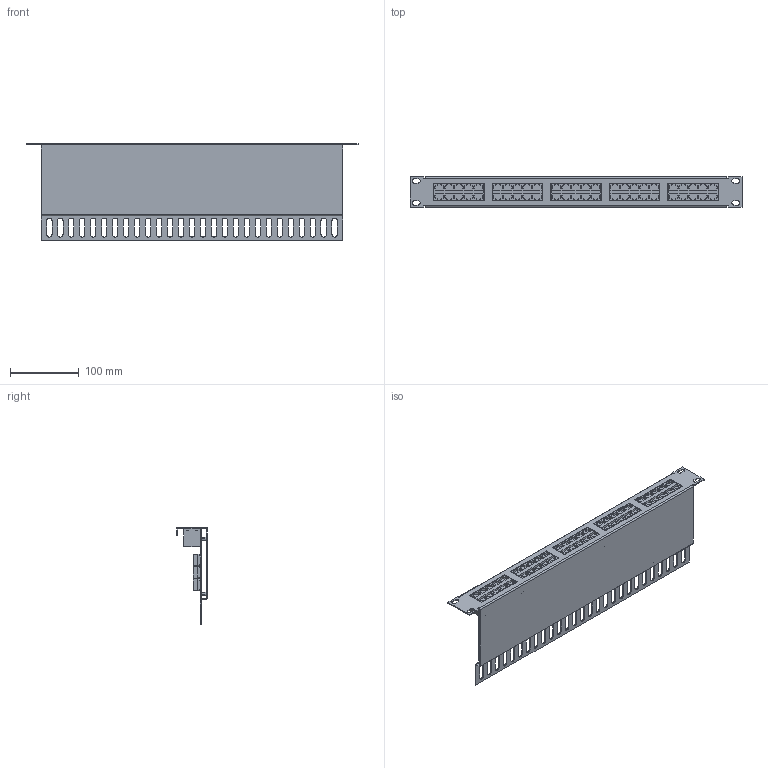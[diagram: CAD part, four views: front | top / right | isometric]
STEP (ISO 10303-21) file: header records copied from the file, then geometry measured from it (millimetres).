
FILE_DESCRIPTION (( 'STEP AP203' ), '1' );
FILE_NAME ('PP50-1UC3U-K05 ITK 1U òåëåôîííàÿ ïàò÷-ïàíåëü êàò.3, 50 ïîðòîâ (Krone).STEP', '2016-11-11T09:07:22', ( '' ), ( '' ), 'SwSTEP 2.0', 'SolidWorks 2014', '' );
FILE_SCHEMA (( 'CONFIG_CONTROL_DESIGN' ));
Length unit declared in the file: millimetre
Products named in the file (2): PP50-1UC3U-K05 ITK 1U òåëåôîííàÿ ïàò÷-ïàíåëü êàò.3, 50 ïîðòîâ (Krone)
Bounding box: 482 x 44 x 140.5 mm (x, y, z)
Volume: 490205.7 mm3; surface area: 309486.8 mm2
Topology: 1 solids, 1 shells, 2053 faces, 5583 edges, 3672 vertices
Faces by surface type: plane 1908, cylinder 145
Entity records: 63786 total; most frequent: CARTESIAN_POINT 11310, ORIENTED_EDGE 11166, DIRECTION 9983, EDGE_CURVE 5583, VECTOR 5293, LINE 5293, VERTEX_POINT 3672, AXIS2_PLACEMENT_3D 2345
